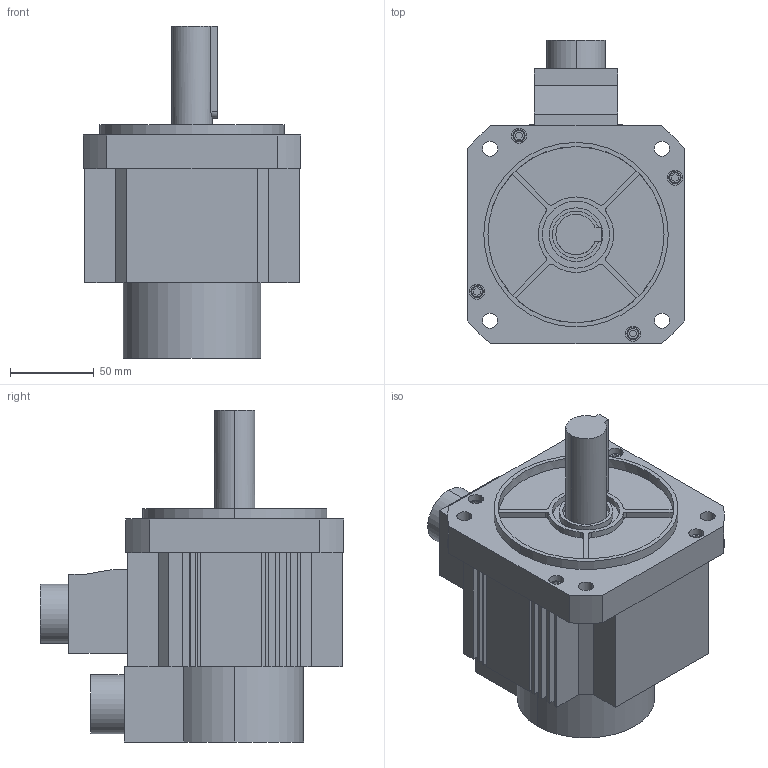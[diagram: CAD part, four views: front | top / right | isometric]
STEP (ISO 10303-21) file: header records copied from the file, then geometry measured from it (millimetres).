
FILE_DESCRIPTION (( 'STEP AP203' ), '1' );
FILE_NAME ('HPM130-01-200-01 Rev CI.STEP', '2015-08-04T15:52:39', ( '' ), ( '' ), 'SwSTEP 2.0', 'SolidWorks 2015', '' );
FILE_SCHEMA (( 'CONFIG_CONTROL_DESIGN' ));
Length unit declared in the file: millimetre
Products named in the file (1): HPM130-01-200-01 Rev CI
Bounding box: 130 x 181 x 198 mm (x, y, z)
Volume: 1706189.3 mm3; surface area: 130635.8 mm2
Topology: 1 solids, 1 shells, 259 faces, 665 edges, 440 vertices
Faces by surface type: plane 160, cylinder 83, cone 8, bspline 8
Entity records: 9407 total; most frequent: CARTESIAN_POINT 2895, ORIENTED_EDGE 1330, DIRECTION 1316, EDGE_CURVE 665, VECTOR 482, LINE 482, VERTEX_POINT 440, AXIS2_PLACEMENT_3D 417
